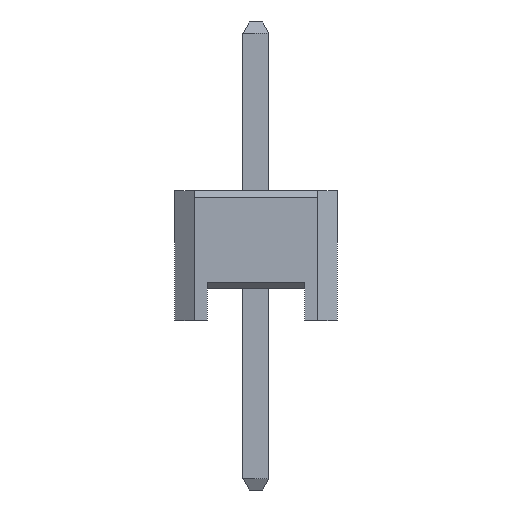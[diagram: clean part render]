
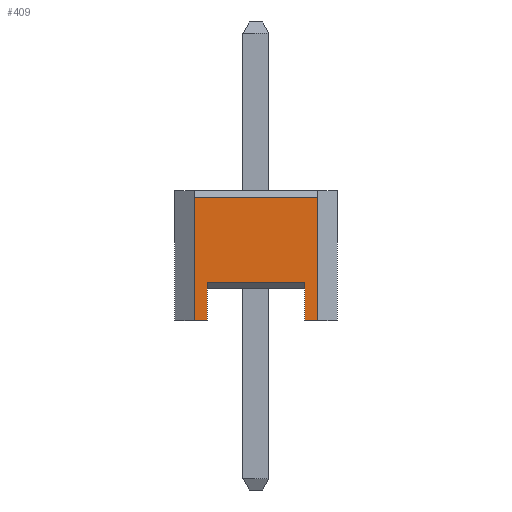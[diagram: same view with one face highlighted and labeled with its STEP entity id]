
A CAD part, left-side view. The second image highlights one B-rep face of the part: STEP entity #409.
In plain terms, the highlighted planar face has unit normal (-1, 0, 0).
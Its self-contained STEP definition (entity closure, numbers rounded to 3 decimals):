
#409=ADVANCED_FACE('',(#2691),#2693,.T.);
#2691=FACE_BOUND('',#2692,.T.);
#2692=EDGE_LOOP('',(#4538,#4539,#4540,#4541,#4542,#4543,#4544,#4545));
#2693=PLANE('',#2694);
#2694=AXIS2_PLACEMENT_3D('',#2695,#2696,#2697);
#2695=CARTESIAN_POINT('',(-0.635,0.95,0.));
#2696=DIRECTION('',(-1.,0.,0.));
#2697=DIRECTION('',(0.,-1.,0.));
#4538=ORIENTED_EDGE('',*,*,#5698,.T.);
#4539=ORIENTED_EDGE('',*,*,#5699,.F.);
#4540=ORIENTED_EDGE('',*,*,#5574,.T.);
#4541=ORIENTED_EDGE('',*,*,#5672,.T.);
#4542=ORIENTED_EDGE('',*,*,#5700,.T.);
#4543=ORIENTED_EDGE('',*,*,#5701,.T.);
#4544=ORIENTED_EDGE('',*,*,#5648,.T.);
#4545=ORIENTED_EDGE('',*,*,#5702,.T.);
#5574=EDGE_CURVE('',#6219,#6217,#6220,.T.);
#5648=EDGE_CURVE('',#6361,#6359,#6362,.T.);
#5672=EDGE_CURVE('',#6217,#6396,#6398,.F.);
#5698=EDGE_CURVE('',#6448,#6449,#6450,.F.);
#5699=EDGE_CURVE('',#6219,#6449,#6451,.T.);
#5700=EDGE_CURVE('',#6396,#6452,#6453,.F.);
#5701=EDGE_CURVE('',#6452,#6361,#6454,.T.);
#5702=EDGE_CURVE('',#6359,#6448,#6455,.T.);
#6217=VERTEX_POINT('',#7283);
#6219=VERTEX_POINT('',#7287);
#6220=LINE('',#7288,#7289);
#6359=VERTEX_POINT('',#7573);
#6361=VERTEX_POINT('',#7577);
#6362=LINE('',#7578,#7579);
#6396=VERTEX_POINT('',#7658);
#6398=LINE('',#7662,#7663);
#6448=VERTEX_POINT('',#7764);
#6449=VERTEX_POINT('',#7765);
#6450=LINE('',#7766,#7767);
#6451=LINE('',#7769,#7770);
#6452=VERTEX_POINT('',#7772);
#6453=LINE('',#7773,#7774);
#6454=LINE('',#7776,#7777);
#6455=LINE('',#7779,#7780);
#7283=CARTESIAN_POINT('',(-0.635,0.75,0.));
#7287=CARTESIAN_POINT('',(-0.635,0.95,0.));
#7288=CARTESIAN_POINT('',(-0.635,0.95,0.));
#7289=VECTOR('',#7290,1.);
#7290=DIRECTION('',(0.,-1.,0.));
#7573=CARTESIAN_POINT('',(-0.635,-0.95,0.));
#7577=CARTESIAN_POINT('',(-0.635,-0.75,0.));
#7578=CARTESIAN_POINT('',(-0.635,-0.75,0.));
#7579=VECTOR('',#7580,1.);
#7580=DIRECTION('',(0.,-1.,0.));
#7658=CARTESIAN_POINT('',(-0.635,0.75,0.6));
#7662=CARTESIAN_POINT('',(-0.635,0.75,0.6));
#7663=VECTOR('',#7664,1.);
#7664=DIRECTION('',(0.,0.,-1.));
#7764=CARTESIAN_POINT('',(-0.635,-0.95,1.9));
#7765=CARTESIAN_POINT('',(-0.635,0.95,1.9));
#7766=CARTESIAN_POINT('',(-0.635,0.95,1.9));
#7767=VECTOR('',#7768,1.);
#7768=DIRECTION('',(0.,-1.,0.));
#7769=CARTESIAN_POINT('',(-0.635,0.95,0.));
#7770=VECTOR('',#7771,1.);
#7771=DIRECTION('',(0.,0.,1.));
#7772=CARTESIAN_POINT('',(-0.635,-0.75,0.6));
#7773=CARTESIAN_POINT('',(-0.635,-0.75,0.6));
#7774=VECTOR('',#7775,1.);
#7775=DIRECTION('',(0.,1.,0.));
#7776=CARTESIAN_POINT('',(-0.635,-0.75,0.6));
#7777=VECTOR('',#7778,1.);
#7778=DIRECTION('',(0.,0.,-1.));
#7779=CARTESIAN_POINT('',(-0.635,-0.95,0.));
#7780=VECTOR('',#7781,1.);
#7781=DIRECTION('',(0.,0.,1.));
